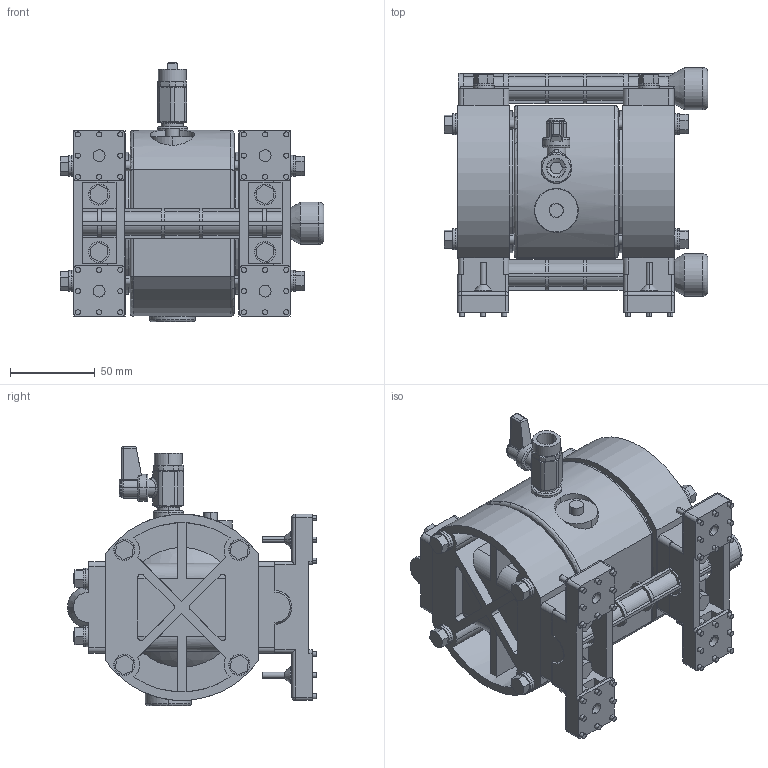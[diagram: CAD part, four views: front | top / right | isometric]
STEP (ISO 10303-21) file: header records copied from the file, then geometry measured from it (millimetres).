
FILE_DESCRIPTION (( 'STEP AP214' ), '1' );
FILE_NAME ('NDP-5FPT.STEP', '2009-03-04T05:40:29', ( ' ' ), ( ' ' ), 'SwSTEP 2.0', 'SolidWorks 2006303', '' );
FILE_SCHEMA (( 'AUTOMOTIVE_DESIGN' ));
Length unit declared in the file: millimetre
Products named in the file (1): NDP-5FPT
Bounding box: 155.8 x 147 x 153 mm (x, y, z)
Volume: 1132902.7 mm3; surface area: 175934.3 mm2
Topology: 1 solids, 13 shells, 1219 faces, 3079 edges, 1999 vertices
Faces by surface type: plane 595, cylinder 538, cone 38, torus 24, sphere 18, bspline 6
Entity records: 37655 total; most frequent: CARTESIAN_POINT 7467, DIRECTION 6544, ORIENTED_EDGE 6130, EDGE_CURVE 3065, AXIS2_PLACEMENT_3D 2406, VERTEX_POINT 1999, VECTOR 1732, LINE 1732
